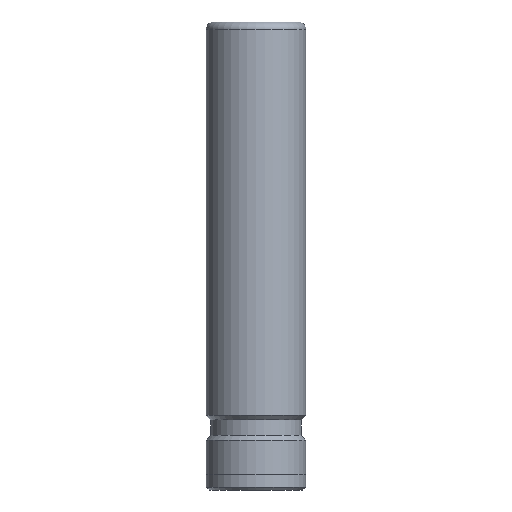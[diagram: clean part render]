
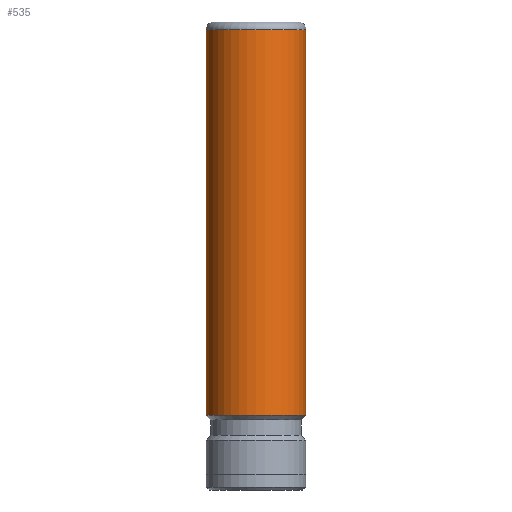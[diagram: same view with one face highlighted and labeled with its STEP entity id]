
A CAD part, front view. The second image highlights one B-rep face of the part: STEP entity #535.
In plain terms, the highlighted cylindrical face has radius 16 mm (diameter 32 mm), a partial arc.
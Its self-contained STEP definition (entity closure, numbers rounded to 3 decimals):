
#10 = DIRECTION ( 'NONE',  ( 0., 0., -1. ) ) ;
#57 = EDGE_CURVE ( 'NONE', #753, #129, #72, .T. ) ;
#62 = AXIS2_PLACEMENT_3D ( 'NONE', #723, #190, #254 ) ;
#72 = LINE ( 'NONE', #417, #166 ) ;
#89 = DIRECTION ( 'NONE',  ( 0., 0., -1. ) ) ;
#108 = CIRCLE ( 'NONE', #62, 16. ) ;
#109 = EDGE_CURVE ( 'NONE', #209, #601, #593, .T. ) ;
#120 = ORIENTED_EDGE ( 'NONE', *, *, #445, .T. ) ;
#129 = VERTEX_POINT ( 'NONE', #265 ) ;
#166 = VECTOR ( 'NONE', #10, 1000. ) ;
#190 = DIRECTION ( 'NONE',  ( 0., 0., -1. ) ) ;
#197 = CARTESIAN_POINT ( 'NONE',  ( -16., 0., 147.5 ) ) ;
#209 = VERTEX_POINT ( 'NONE', #637 ) ;
#217 = CIRCLE ( 'NONE', #343, 16. ) ;
#254 = DIRECTION ( 'NONE',  ( -1., 0., 0. ) ) ;
#265 = CARTESIAN_POINT ( 'NONE',  ( -16., 0., 24. ) ) ;
#270 = CARTESIAN_POINT ( 'NONE',  ( 0., 0., 147.5 ) ) ;
#295 = FACE_OUTER_BOUND ( 'NONE', #611, .T. ) ;
#329 = DIRECTION ( 'NONE',  ( 1., 0., 0. ) ) ;
#343 = AXIS2_PLACEMENT_3D ( 'NONE', #270, #680, #329 ) ;
#368 = CARTESIAN_POINT ( 'NONE',  ( 16., 0., 24. ) ) ;
#395 = ORIENTED_EDGE ( 'NONE', *, *, #57, .T. ) ;
#417 = CARTESIAN_POINT ( 'NONE',  ( -16., 0., 150. ) ) ;
#445 = EDGE_CURVE ( 'NONE', #209, #753, #217, .T. ) ;
#452 = ORIENTED_EDGE ( 'NONE', *, *, #746, .F. ) ;
#458 = CYLINDRICAL_SURFACE ( 'NONE', #749, 16. ) ;
#461 = DIRECTION ( 'NONE',  ( -1., 0., 0. ) ) ;
#510 = DIRECTION ( 'NONE',  ( 0., 0., -1. ) ) ;
#535 = ADVANCED_FACE ( 'NONE', ( #295 ), #458, .T. ) ;
#568 = CARTESIAN_POINT ( 'NONE',  ( 0., 0., 150. ) ) ;
#579 = VECTOR ( 'NONE', #89, 1000. ) ;
#593 = LINE ( 'NONE', #678, #579 ) ;
#601 = VERTEX_POINT ( 'NONE', #368 ) ;
#611 = EDGE_LOOP ( 'NONE', ( #711, #120, #395, #452 ) ) ;
#637 = CARTESIAN_POINT ( 'NONE',  ( 16., 0., 147.5 ) ) ;
#678 = CARTESIAN_POINT ( 'NONE',  ( 16., 0., 150. ) ) ;
#680 = DIRECTION ( 'NONE',  ( 0., 0., -1. ) ) ;
#711 = ORIENTED_EDGE ( 'NONE', *, *, #109, .F. ) ;
#723 = CARTESIAN_POINT ( 'NONE',  ( 0., 0., 24. ) ) ;
#746 = EDGE_CURVE ( 'NONE', #601, #129, #108, .T. ) ;
#749 = AXIS2_PLACEMENT_3D ( 'NONE', #568, #510, #461 ) ;
#753 = VERTEX_POINT ( 'NONE', #197 ) ;
